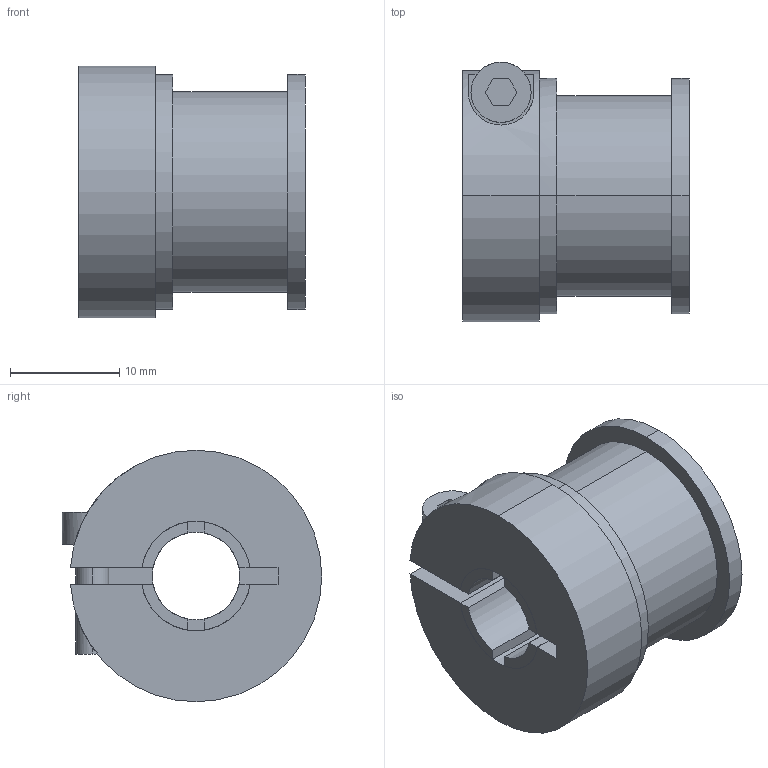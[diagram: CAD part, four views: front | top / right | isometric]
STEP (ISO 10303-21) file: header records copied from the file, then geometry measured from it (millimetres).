
FILE_DESCRIPTION (( 'STEP AP203' ), '1' );
FILE_NAME ('GT3 Timing Pulley 20 Tooth 9mm Belt 8mm Clamp Bore.STEP', '2017-02-20T01:58:45', ( '' ), ( '' ), 'SwSTEP 2.0', 'SolidWorks 2014', '' );
FILE_SCHEMA (( 'CONFIG_CONTROL_DESIGN' ));
Length unit declared in the file: millimetre
Products named in the file (1): GT3 Timing Pulley 20 Tooth 9mm Belt 8mm Clamp Bore
Bounding box: 20.7 x 23.73 x 23 mm (x, y, z)
Volume: 5635.7 mm3; surface area: 3416.3 mm2
Topology: 1 solids, 1 shells, 63 faces, 164 edges, 108 vertices
Faces by surface type: plane 36, cylinder 27
Entity records: 2103 total; most frequent: CARTESIAN_POINT 415, DIRECTION 350, ORIENTED_EDGE 328, EDGE_CURVE 164, AXIS2_PLACEMENT_3D 127, VERTEX_POINT 108, LINE 96, VECTOR 96
